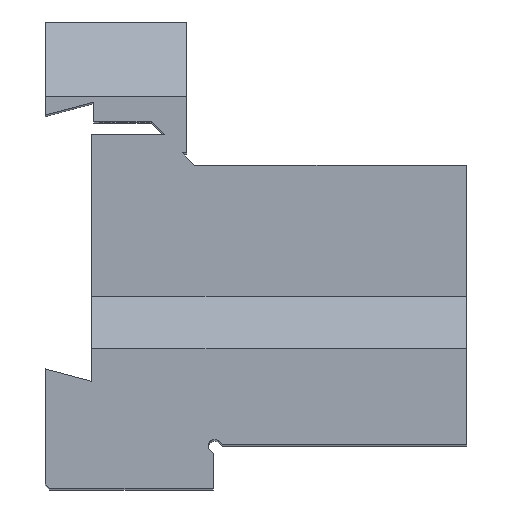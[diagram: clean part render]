
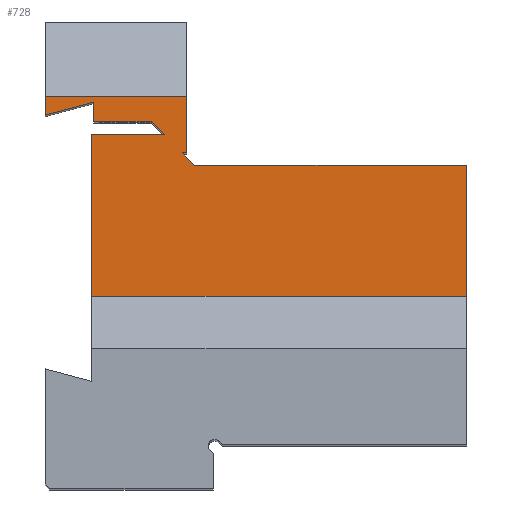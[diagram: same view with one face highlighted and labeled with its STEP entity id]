
A CAD part, top view. The second image highlights one B-rep face of the part: STEP entity #728.
In plain terms, the highlighted planar face has unit normal (0, 0, 1).
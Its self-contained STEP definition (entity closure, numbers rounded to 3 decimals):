
#626=AXIS2_PLACEMENT_3D('Plane Axis2P3D',#623,#624,#625) ;
#200=CARTESIAN_POINT('Vertex',(-48.2,37.74,-6.)) ;
#203=CARTESIAN_POINT('Line Origine',(-48.2,38.82,-6.)) ;
#207=CARTESIAN_POINT('Vertex',(-48.2,39.9,-6.)) ;
#230=CARTESIAN_POINT('Line Origine',(-40.1,39.9,-6.)) ;
#234=CARTESIAN_POINT('Vertex',(-32.,39.9,-6.)) ;
#262=CARTESIAN_POINT('Line Origine',(-32.,36.65,-6.)) ;
#266=CARTESIAN_POINT('Vertex',(-32.,33.4,-6.)) ;
#607=CARTESIAN_POINT('Vertex',(-42.7,39.214,-6.)) ;
#610=CARTESIAN_POINT('Line Origine',(-45.45,38.477,-6.)) ;
#623=CARTESIAN_POINT('Axis2P3D Location',(-41.65,33.,-6.)) ;
#628=CARTESIAN_POINT('Line Origine',(-38.95,35.5,-6.)) ;
#632=CARTESIAN_POINT('Vertex',(-35.,35.5,-6.)) ;
#634=CARTESIAN_POINT('Vertex',(-42.9,35.5,-6.)) ;
#637=CARTESIAN_POINT('Line Origine',(-42.9,26.25,-6.)) ;
#641=CARTESIAN_POINT('Vertex',(-42.9,17.,-6.)) ;
#644=CARTESIAN_POINT('Line Origine',(-21.45,17.,-6.)) ;
#648=CARTESIAN_POINT('Vertex',(0.,17.,-6.)) ;
#651=CARTESIAN_POINT('Line Origine',(0.,24.5,-6.)) ;
#655=CARTESIAN_POINT('Vertex',(0.,32.,-6.)) ;
#658=CARTESIAN_POINT('Line Origine',(-15.566,32.,-6.)) ;
#662=CARTESIAN_POINT('Vertex',(-31.132,32.,-6.)) ;
#665=CARTESIAN_POINT('Line Origine',(-31.832,32.7,-6.)) ;
#669=CARTESIAN_POINT('Vertex',(-32.532,33.4,-6.)) ;
#672=CARTESIAN_POINT('Line Origine',(-32.266,33.4,-6.)) ;
#677=CARTESIAN_POINT('Line Origine',(-42.7,38.107,-6.)) ;
#681=CARTESIAN_POINT('Vertex',(-42.7,37.,-6.)) ;
#684=CARTESIAN_POINT('Line Origine',(-39.4,37.,-6.)) ;
#688=CARTESIAN_POINT('Vertex',(-36.1,37.,-6.)) ;
#691=CARTESIAN_POINT('Line Origine',(-35.35,36.25,-6.)) ;
#695=CARTESIAN_POINT('Vertex',(-34.6,35.5,-6.)) ;
#698=CARTESIAN_POINT('Line Origine',(-34.616,35.5,-6.)) ;
#702=CARTESIAN_POINT('Vertex',(-34.632,35.5,-6.)) ;
#705=CARTESIAN_POINT('Line Origine',(-34.816,35.5,-6.)) ;
#204=DIRECTION('Vector Direction',(0.,1.,0.)) ;
#231=DIRECTION('Vector Direction',(-1.,0.,0.)) ;
#263=DIRECTION('Vector Direction',(0.,1.,0.)) ;
#611=DIRECTION('Vector Direction',(0.966,0.259,0.)) ;
#624=DIRECTION('Axis2P3D Direction',(0.,0.,1.)) ;
#625=DIRECTION('Axis2P3D XDirection',(-1.,0.,0.)) ;
#629=DIRECTION('Vector Direction',(-1.,0.,0.)) ;
#638=DIRECTION('Vector Direction',(0.,-1.,0.)) ;
#645=DIRECTION('Vector Direction',(-1.,0.,0.)) ;
#652=DIRECTION('Vector Direction',(0.,1.,0.)) ;
#659=DIRECTION('Vector Direction',(-1.,0.,0.)) ;
#666=DIRECTION('Vector Direction',(0.707,-0.707,0.)) ;
#673=DIRECTION('Vector Direction',(-1.,0.,0.)) ;
#678=DIRECTION('Vector Direction',(0.,1.,0.)) ;
#685=DIRECTION('Vector Direction',(-1.,0.,0.)) ;
#692=DIRECTION('Vector Direction',(-0.707,0.707,0.)) ;
#699=DIRECTION('Vector Direction',(-1.,0.,0.)) ;
#706=DIRECTION('Vector Direction',(-1.,0.,0.)) ;
#205=VECTOR('Line Direction',#204,1.) ;
#232=VECTOR('Line Direction',#231,1.) ;
#264=VECTOR('Line Direction',#263,1.) ;
#612=VECTOR('Line Direction',#611,1.) ;
#630=VECTOR('Line Direction',#629,1.) ;
#639=VECTOR('Line Direction',#638,1.) ;
#646=VECTOR('Line Direction',#645,1.) ;
#653=VECTOR('Line Direction',#652,1.) ;
#660=VECTOR('Line Direction',#659,1.) ;
#667=VECTOR('Line Direction',#666,1.) ;
#674=VECTOR('Line Direction',#673,1.) ;
#679=VECTOR('Line Direction',#678,1.) ;
#686=VECTOR('Line Direction',#685,1.) ;
#693=VECTOR('Line Direction',#692,1.) ;
#700=VECTOR('Line Direction',#699,1.) ;
#707=VECTOR('Line Direction',#706,1.) ;
#711=ORIENTED_EDGE('',*,*,#636,.T.) ;
#712=ORIENTED_EDGE('',*,*,#643,.T.) ;
#713=ORIENTED_EDGE('',*,*,#650,.F.) ;
#714=ORIENTED_EDGE('',*,*,#657,.T.) ;
#715=ORIENTED_EDGE('',*,*,#664,.T.) ;
#716=ORIENTED_EDGE('',*,*,#671,.F.) ;
#717=ORIENTED_EDGE('',*,*,#676,.F.) ;
#718=ORIENTED_EDGE('',*,*,#268,.T.) ;
#719=ORIENTED_EDGE('',*,*,#236,.T.) ;
#720=ORIENTED_EDGE('',*,*,#209,.F.) ;
#721=ORIENTED_EDGE('',*,*,#614,.T.) ;
#722=ORIENTED_EDGE('',*,*,#683,.F.) ;
#723=ORIENTED_EDGE('',*,*,#690,.F.) ;
#724=ORIENTED_EDGE('',*,*,#697,.F.) ;
#725=ORIENTED_EDGE('',*,*,#704,.T.) ;
#726=ORIENTED_EDGE('',*,*,#709,.T.) ;
#728=ADVANCED_FACE('NOCUT',(#727),#627,.T.) ;
#209=EDGE_CURVE('',#201,#208,#206,.T.) ;
#236=EDGE_CURVE('',#235,#208,#233,.T.) ;
#268=EDGE_CURVE('',#267,#235,#265,.T.) ;
#614=EDGE_CURVE('',#201,#608,#613,.T.) ;
#636=EDGE_CURVE('',#633,#635,#631,.T.) ;
#643=EDGE_CURVE('',#635,#642,#640,.T.) ;
#650=EDGE_CURVE('',#649,#642,#647,.T.) ;
#657=EDGE_CURVE('',#649,#656,#654,.T.) ;
#664=EDGE_CURVE('',#656,#663,#661,.T.) ;
#671=EDGE_CURVE('',#670,#663,#668,.T.) ;
#676=EDGE_CURVE('',#267,#670,#675,.T.) ;
#683=EDGE_CURVE('',#682,#608,#680,.T.) ;
#690=EDGE_CURVE('',#689,#682,#687,.T.) ;
#697=EDGE_CURVE('',#696,#689,#694,.T.) ;
#704=EDGE_CURVE('',#696,#703,#701,.T.) ;
#709=EDGE_CURVE('',#703,#633,#708,.T.) ;
#710=EDGE_LOOP('',(#711,#712,#713,#714,#715,#716,#717,#718,#719,#720,#721,#722,#723,#724,#725,#726)) ;
#727=FACE_OUTER_BOUND('',#710,.T.) ;
#206=LINE('Line',#203,#205) ;
#233=LINE('Line',#230,#232) ;
#265=LINE('Line',#262,#264) ;
#613=LINE('Line',#610,#612) ;
#631=LINE('Line',#628,#630) ;
#640=LINE('Line',#637,#639) ;
#647=LINE('Line',#644,#646) ;
#654=LINE('Line',#651,#653) ;
#661=LINE('Line',#658,#660) ;
#668=LINE('Line',#665,#667) ;
#675=LINE('Line',#672,#674) ;
#680=LINE('Line',#677,#679) ;
#687=LINE('Line',#684,#686) ;
#694=LINE('Line',#691,#693) ;
#701=LINE('Line',#698,#700) ;
#708=LINE('Line',#705,#707) ;
#627=PLANE('',#626) ;
#201=VERTEX_POINT('',#200) ;
#208=VERTEX_POINT('',#207) ;
#235=VERTEX_POINT('',#234) ;
#267=VERTEX_POINT('',#266) ;
#608=VERTEX_POINT('',#607) ;
#633=VERTEX_POINT('',#632) ;
#635=VERTEX_POINT('',#634) ;
#642=VERTEX_POINT('',#641) ;
#649=VERTEX_POINT('',#648) ;
#656=VERTEX_POINT('',#655) ;
#663=VERTEX_POINT('',#662) ;
#670=VERTEX_POINT('',#669) ;
#682=VERTEX_POINT('',#681) ;
#689=VERTEX_POINT('',#688) ;
#696=VERTEX_POINT('',#695) ;
#703=VERTEX_POINT('',#702) ;
